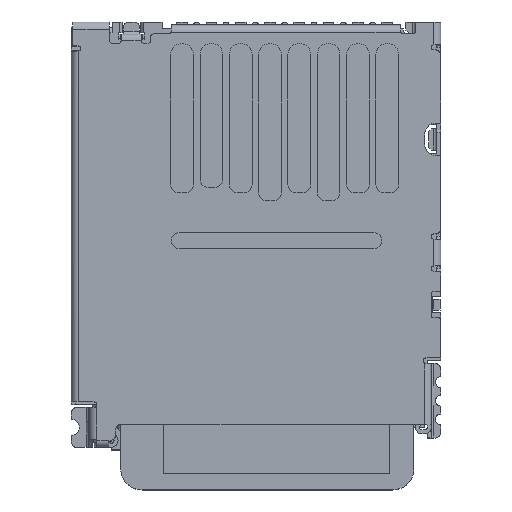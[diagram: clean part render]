
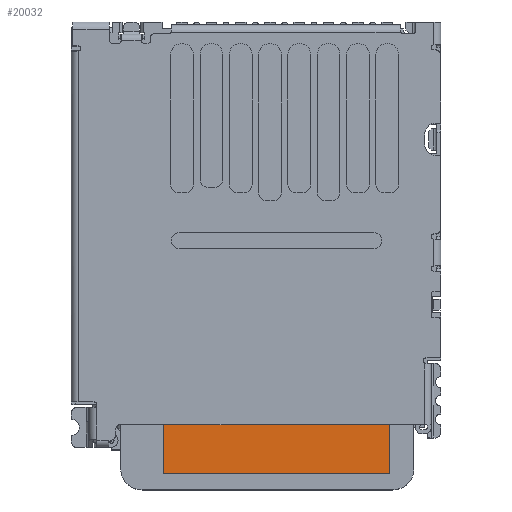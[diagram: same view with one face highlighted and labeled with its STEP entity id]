
A CAD part, top view. The second image highlights one B-rep face of the part: STEP entity #20032.
In plain terms, the highlighted face is planar.
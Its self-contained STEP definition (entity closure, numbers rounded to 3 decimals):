
#794=FACE_OUTER_BOUND('',#1896,.T.);
#1896=EDGE_LOOP('',(#13293,#13294,#13295,#13296));
#3057=LINE('',#28600,#5594);
#3059=LINE('',#28604,#5596);
#3061=LINE('',#28610,#5598);
#3063=LINE('',#28614,#5600);
#5594=VECTOR('',#22893,10.);
#5596=VECTOR('',#22897,10.);
#5598=VECTOR('',#22905,10.);
#5600=VECTOR('',#22911,10.);
#8161=VERTEX_POINT('',#28597);
#8162=VERTEX_POINT('',#28599);
#8163=VERTEX_POINT('',#28603);
#8164=VERTEX_POINT('',#28609);
#10167=EDGE_CURVE('',#8161,#8162,#3057,.T.);
#10169=EDGE_CURVE('',#8162,#8163,#3059,.T.);
#10171=EDGE_CURVE('',#8163,#8164,#3061,.T.);
#10173=EDGE_CURVE('',#8164,#8161,#3063,.T.);
#13293=ORIENTED_EDGE('',*,*,#10169,.F.);
#13294=ORIENTED_EDGE('',*,*,#10167,.F.);
#13295=ORIENTED_EDGE('',*,*,#10173,.F.);
#13296=ORIENTED_EDGE('',*,*,#10171,.F.);
#19140=PLANE('',#21195);
#20032=ADVANCED_FACE('',(#794),#19140,.T.);
#21195=AXIS2_PLACEMENT_3D('',#28613,#22909,#22910);
#22893=DIRECTION('',(-1.,0.,0.));
#22897=DIRECTION('',(0.,-1.,0.));
#22905=DIRECTION('',(1.,0.,0.));
#22909=DIRECTION('center_axis',(0.,0.,
-1.));
#22910=DIRECTION('ref_axis',(-1.,0.,0.));
#22911=DIRECTION('',(0.,1.,0.));
#28597=CARTESIAN_POINT('',(227.75,124.613,0.83));
#28599=CARTESIAN_POINT('',(219.25,124.613,0.83));
#28600=CARTESIAN_POINT('',(227.75,124.613,0.83));
#28603=CARTESIAN_POINT('',(219.25,118.413,0.83));
#28604=CARTESIAN_POINT('',(219.25,124.613,0.83));
#28609=CARTESIAN_POINT('',(227.75,118.413,0.83));
#28610=CARTESIAN_POINT('',(219.25,118.413,0.83));
#28613=CARTESIAN_POINT('Origin',(223.5,124.923,0.83));
#28614=CARTESIAN_POINT('',(227.75,118.413,0.83));
